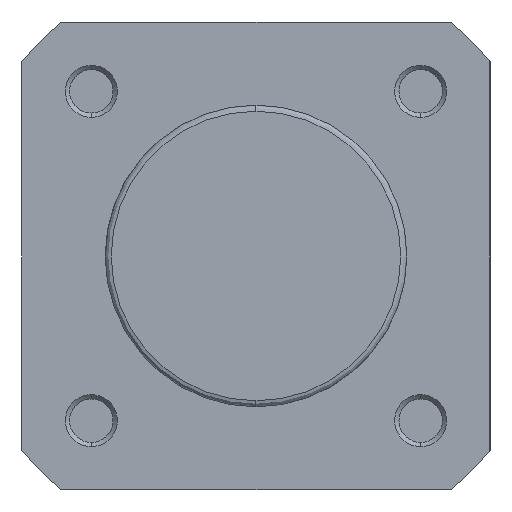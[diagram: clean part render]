
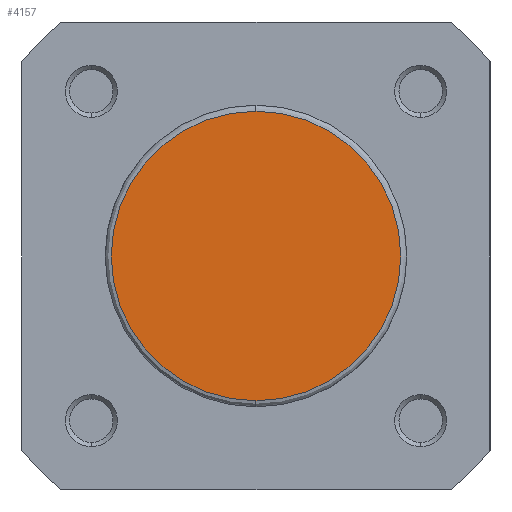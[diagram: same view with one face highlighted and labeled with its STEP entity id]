
A CAD part, left-side view. The second image highlights one B-rep face of the part: STEP entity #4157.
In plain terms, the highlighted planar face has unit normal (-1, 0, 0).
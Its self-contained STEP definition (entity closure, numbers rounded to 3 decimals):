
#287 = EDGE_CURVE ( 'NONE', #5790, #5784, #2170, .T. ) ;
#351 = EDGE_CURVE ( 'NONE', #5784, #5790, #2270, .T. ) ;
#686 = AXIS2_PLACEMENT_3D ( 'NONE', #1443, #1151, #4239 ) ;
#717 = AXIS2_PLACEMENT_3D ( 'NONE', #4038, #4036, #4035 ) ;
#838 = AXIS2_PLACEMENT_3D ( 'NONE', #3536, #3539, #3540 ) ;
#1151 = DIRECTION ( 'NONE',  ( -1., 0., 0. ) ) ;
#1382 = EDGE_LOOP ( 'NONE', ( #5691, #5679 ) ) ;
#1443 = CARTESIAN_POINT ( 'NONE',  ( 0., 0., 0. ) ) ;
#2170 = CIRCLE ( 'NONE', #686, 16.7 ) ;
#2270 = CIRCLE ( 'NONE', #717, 16.7 ) ;
#3536 = CARTESIAN_POINT ( 'NONE',  ( 0., -17.4, 0. ) ) ;
#3537 = PLANE ( 'NONE',  #838 ) ;
#3539 = DIRECTION ( 'NONE',  ( -1., 0., 0. ) ) ;
#3540 = DIRECTION ( 'NONE',  ( 0., 0., 1. ) ) ;
#3853 = CARTESIAN_POINT ( 'NONE',  ( 0., 0., 16.7 ) ) ;
#3856 = CARTESIAN_POINT ( 'NONE',  ( 0., 0., -16.7 ) ) ;
#4035 = DIRECTION ( 'NONE',  ( 0., 0., 1. ) ) ;
#4036 = DIRECTION ( 'NONE',  ( -1., 0., 0. ) ) ;
#4038 = CARTESIAN_POINT ( 'NONE',  ( 0., 0., 0. ) ) ;
#4157 = ADVANCED_FACE ( 'NONE', ( #4490 ), #3537, .T. ) ;
#4239 = DIRECTION ( 'NONE',  ( 0., 0., 1. ) ) ;
#4490 = FACE_OUTER_BOUND ( 'NONE', #1382, .T. ) ;
#5679 = ORIENTED_EDGE ( 'NONE', *, *, #287, .T. ) ;
#5691 = ORIENTED_EDGE ( 'NONE', *, *, #351, .T. ) ;
#5784 = VERTEX_POINT ( 'NONE', #3853 ) ;
#5790 = VERTEX_POINT ( 'NONE', #3856 ) ;
